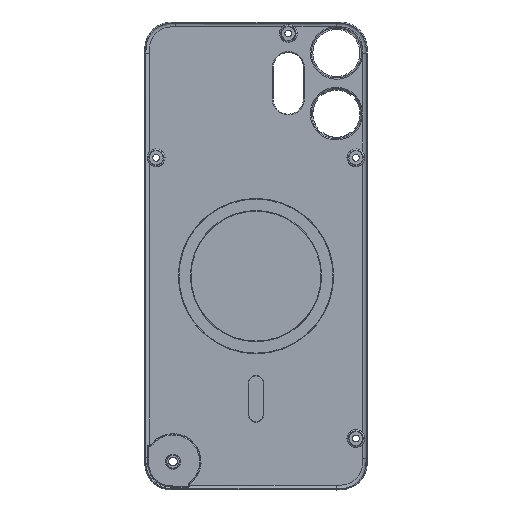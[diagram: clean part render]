
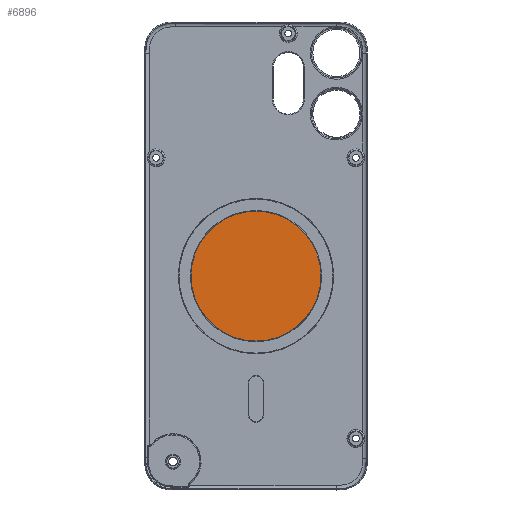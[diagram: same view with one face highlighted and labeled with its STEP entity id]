
A CAD part, top view. The second image highlights one B-rep face of the part: STEP entity #6896.
In plain terms, the highlighted planar face has unit normal (0, 0, 1).
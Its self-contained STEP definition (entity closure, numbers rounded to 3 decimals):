
#31=CARTESIAN_POINT('',(0.,-7.047,-7.85));
#32=DIRECTION('',(0.,0.,1.));
#33=DIRECTION('',(-1.,0.,0.));
#34=AXIS2_PLACEMENT_3D('',#31,#32,#33);
#39=CARTESIAN_POINT('',(0.,-7.047,-7.85));
#40=DIRECTION('',(0.,0.,1.));
#41=DIRECTION('',(1.,0.,0.));
#42=AXIS2_PLACEMENT_3D('',#39,#40,#41);
#6711=CARTESIAN_POINT('',(-22.774,-7.048,-7.85));
#6712=CARTESIAN_POINT('',(22.774,-7.048,-7.85));
#6713=VERTEX_POINT('',#6711);
#6714=VERTEX_POINT('',#6712);
#6885=CARTESIAN_POINT('',(0.,82.01,-7.85));
#6886=DIRECTION('',(0.,0.,-1.));
#6887=DIRECTION('',(0.,-1.,0.));
#6888=AXIS2_PLACEMENT_3D('',#6885,#6886,#6887);
#6889=PLANE('',#6888);
#6891=ORIENTED_EDGE('',*,*,#6890,.F.);
#6893=ORIENTED_EDGE('',*,*,#6892,.F.);
#6894=EDGE_LOOP('',(#6891,#6893));
#6895=FACE_OUTER_BOUND('',#6894,.F.);
#35=CIRCLE('',#34,22.774);
#43=CIRCLE('',#42,22.774);
#6890=EDGE_CURVE('',#6713,#6714,#35,.T.);
#6892=EDGE_CURVE('',#6714,#6713,#43,.T.);
#6896=ADVANCED_FACE('',(#6895),#6889,.F.);
